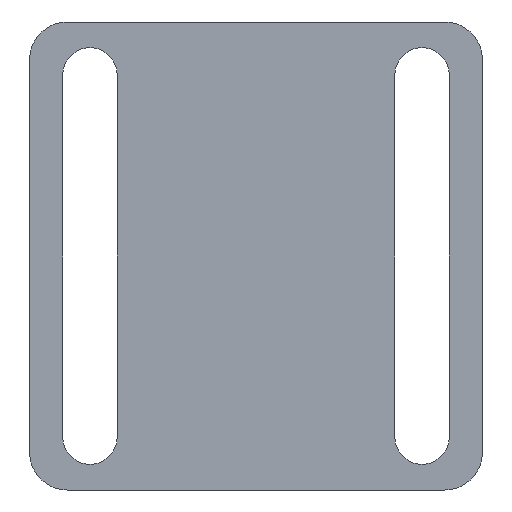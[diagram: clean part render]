
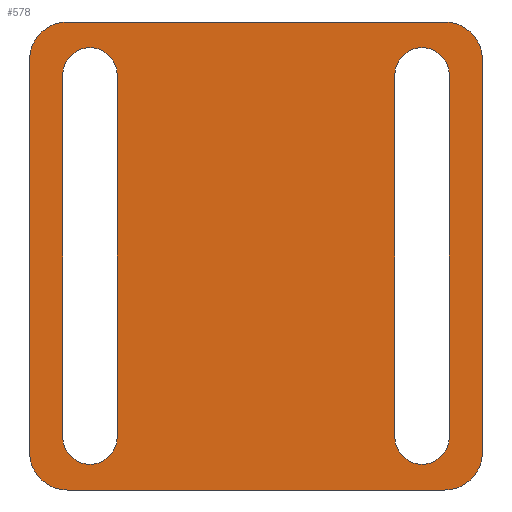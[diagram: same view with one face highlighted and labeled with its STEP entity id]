
A CAD part, front view. The second image highlights one B-rep face of the part: STEP entity #578.
In plain terms, the highlighted planar face has unit normal (0, -1, 0).
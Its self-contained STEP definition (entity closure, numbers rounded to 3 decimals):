
#23=FACE_BOUND('',#104,.T.);
#24=FACE_BOUND('',#105,.T.);
#37=PLANE('',#656);
#69=FACE_OUTER_BOUND('',#103,.T.);
#103=EDGE_LOOP('',(#516,#517,#518,#519,#520,#521,#522,#523));
#104=EDGE_LOOP('',(#524,#525,#526,#527));
#105=EDGE_LOOP('',(#528,#529,#530,#531));
#119=LINE('',#885,#167);
#124=LINE('',#899,#172);
#132=LINE('',#930,#180);
#138=LINE('',#956,#186);
#149=LINE('',#1008,#197);
#150=LINE('',#1011,#198);
#152=LINE('',#1016,#200);
#153=LINE('',#1018,#201);
#167=VECTOR('',#698,10.);
#172=VECTOR('',#713,10.);
#180=VECTOR('',#751,10.);
#186=VECTOR('',#783,10.);
#197=VECTOR('',#818,10.);
#198=VECTOR('',#821,10.);
#200=VECTOR('',#829,10.);
#201=VECTOR('',#832,10.);
#203=CIRCLE('',#595,2.5);
#212=CIRCLE('',#607,2.5);
#213=CIRCLE('',#609,2.5);
#214=CIRCLE('',#612,2.5);
#221=CIRCLE('',#624,1.8);
#228=CIRCLE('',#637,1.8);
#232=CIRCLE('',#649,1.8);
#233=CIRCLE('',#653,1.8);
#236=VERTEX_POINT('',#840);
#237=VERTEX_POINT('',#842);
#256=VERTEX_POINT('',#884);
#257=VERTEX_POINT('',#888);
#258=VERTEX_POINT('',#892);
#259=VERTEX_POINT('',#894);
#260=VERTEX_POINT('',#898);
#261=VERTEX_POINT('',#902);
#266=VERTEX_POINT('',#922);
#267=VERTEX_POINT('',#924);
#268=VERTEX_POINT('',#928);
#273=VERTEX_POINT('',#948);
#274=VERTEX_POINT('',#950);
#275=VERTEX_POINT('',#954);
#284=VERTEX_POINT('',#1004);
#285=VERTEX_POINT('',#1010);
#288=EDGE_CURVE('',#236,#237,#203,.T.);
#309=EDGE_CURVE('',#237,#256,#119,.T.);
#311=EDGE_CURVE('',#256,#257,#212,.T.);
#314=EDGE_CURVE('',#258,#259,#213,.T.);
#316=EDGE_CURVE('',#260,#259,#124,.T.);
#318=EDGE_CURVE('',#260,#261,#214,.T.);
#329=EDGE_CURVE('',#266,#267,#221,.T.);
#332=EDGE_CURVE('',#268,#266,#132,.T.);
#342=EDGE_CURVE('',#273,#274,#228,.T.);
#345=EDGE_CURVE('',#275,#273,#138,.T.);
#361=EDGE_CURVE('',#284,#268,#232,.T.);
#362=EDGE_CURVE('',#267,#284,#149,.T.);
#363=EDGE_CURVE('',#274,#285,#150,.T.);
#365=EDGE_CURVE('',#285,#275,#233,.T.);
#366=EDGE_CURVE('',#261,#236,#152,.T.);
#367=EDGE_CURVE('',#257,#258,#153,.T.);
#516=ORIENTED_EDGE('',*,*,#288,.F.);
#517=ORIENTED_EDGE('',*,*,#366,.F.);
#518=ORIENTED_EDGE('',*,*,#318,.F.);
#519=ORIENTED_EDGE('',*,*,#316,.T.);
#520=ORIENTED_EDGE('',*,*,#314,.F.);
#521=ORIENTED_EDGE('',*,*,#367,.F.);
#522=ORIENTED_EDGE('',*,*,#311,.F.);
#523=ORIENTED_EDGE('',*,*,#309,.F.);
#524=ORIENTED_EDGE('',*,*,#365,.F.);
#525=ORIENTED_EDGE('',*,*,#363,.F.);
#526=ORIENTED_EDGE('',*,*,#342,.F.);
#527=ORIENTED_EDGE('',*,*,#345,.F.);
#528=ORIENTED_EDGE('',*,*,#329,.F.);
#529=ORIENTED_EDGE('',*,*,#332,.F.);
#530=ORIENTED_EDGE('',*,*,#361,.F.);
#531=ORIENTED_EDGE('',*,*,#362,.F.);
#578=ADVANCED_FACE('',(#69,#23,#24),#37,.F.);
#595=AXIS2_PLACEMENT_3D('',#843,#664,#665);
#607=AXIS2_PLACEMENT_3D('',#889,#702,#703);
#609=AXIS2_PLACEMENT_3D('',#895,#708,#709);
#612=AXIS2_PLACEMENT_3D('',#903,#717,#718);
#624=AXIS2_PLACEMENT_3D('',#925,#745,#746);
#637=AXIS2_PLACEMENT_3D('',#951,#777,#778);
#649=AXIS2_PLACEMENT_3D('',#1006,#814,#815);
#653=AXIS2_PLACEMENT_3D('',#1014,#825,#826);
#656=AXIS2_PLACEMENT_3D('',#1019,#833,#834);
#664=DIRECTION('center_axis',(0.,1.,0.));
#665=DIRECTION('ref_axis',(-0.707,0.,-0.707));
#698=DIRECTION('',(0.,0.,1.));
#702=DIRECTION('center_axis',(0.,1.,0.));
#703=DIRECTION('ref_axis',(-0.707,0.,0.707));
#708=DIRECTION('center_axis',(0.,1.,0.));
#709=DIRECTION('ref_axis',(0.707,0.,0.707));
#713=DIRECTION('',(0.,0.,1.));
#717=DIRECTION('center_axis',(0.,1.,0.));
#718=DIRECTION('ref_axis',(0.707,0.,-0.707));
#745=DIRECTION('center_axis',(0.,-1.,0.));
#746=DIRECTION('ref_axis',(1.,0.,0.));
#751=DIRECTION('',(0.,0.,-1.));
#777=DIRECTION('center_axis',(0.,-1.,0.));
#778=DIRECTION('ref_axis',(1.,0.,0.));
#783=DIRECTION('',(0.,0.,-1.));
#814=DIRECTION('center_axis',(0.,-1.,0.));
#815=DIRECTION('ref_axis',(-1.,0.,0.));
#818=DIRECTION('',(0.,0.,1.));
#821=DIRECTION('',(0.,0.,1.));
#825=DIRECTION('center_axis',(0.,-1.,0.));
#826=DIRECTION('ref_axis',(-1.,0.,0.));
#829=DIRECTION('',(-1.,0.,0.));
#832=DIRECTION('',(1.,0.,0.));
#833=DIRECTION('center_axis',(0.,1.,0.));
#834=DIRECTION('ref_axis',(1.,0.,0.));
#840=CARTESIAN_POINT('',(-12.5,0.,-15.5));
#842=CARTESIAN_POINT('',(-15.,0.,-13.));
#843=CARTESIAN_POINT('Origin',(-12.5,0.,-13.));
#884=CARTESIAN_POINT('',(-15.,0.,13.));
#885=CARTESIAN_POINT('',(-15.,0.,0.));
#888=CARTESIAN_POINT('',(-12.5,0.,15.5));
#889=CARTESIAN_POINT('Origin',(-12.5,0.,13.));
#892=CARTESIAN_POINT('',(12.5,0.,15.5));
#894=CARTESIAN_POINT('',(15.,0.,13.));
#895=CARTESIAN_POINT('Origin',(12.5,0.,13.));
#898=CARTESIAN_POINT('',(15.,0.,-13.));
#899=CARTESIAN_POINT('',(15.,0.,0.));
#902=CARTESIAN_POINT('',(12.5,0.,-15.5));
#903=CARTESIAN_POINT('Origin',(12.5,0.,-13.));
#922=CARTESIAN_POINT('',(-12.8,0.,-12.));
#924=CARTESIAN_POINT('',(-9.2,0.,-12.));
#925=CARTESIAN_POINT('Origin',(-11.,0.,-12.));
#928=CARTESIAN_POINT('',(-12.8,0.,12.));
#930=CARTESIAN_POINT('',(-12.8,0.,12.));
#948=CARTESIAN_POINT('',(9.2,0.,-12.));
#950=CARTESIAN_POINT('',(12.8,0.,-12.));
#951=CARTESIAN_POINT('Origin',(11.,0.,-12.));
#954=CARTESIAN_POINT('',(9.2,0.,12.));
#956=CARTESIAN_POINT('',(9.2,0.,-12.));
#1004=CARTESIAN_POINT('',(-9.2,0.,12.));
#1006=CARTESIAN_POINT('Origin',(-11.,0.,12.));
#1008=CARTESIAN_POINT('',(-9.2,0.,-12.));
#1010=CARTESIAN_POINT('',(12.8,0.,12.));
#1011=CARTESIAN_POINT('',(12.8,0.,12.));
#1014=CARTESIAN_POINT('Origin',(11.,0.,12.));
#1016=CARTESIAN_POINT('',(15.,0.,-15.5));
#1018=CARTESIAN_POINT('',(-15.,0.,15.5));
#1019=CARTESIAN_POINT('Origin',(0.,0.,0.));
